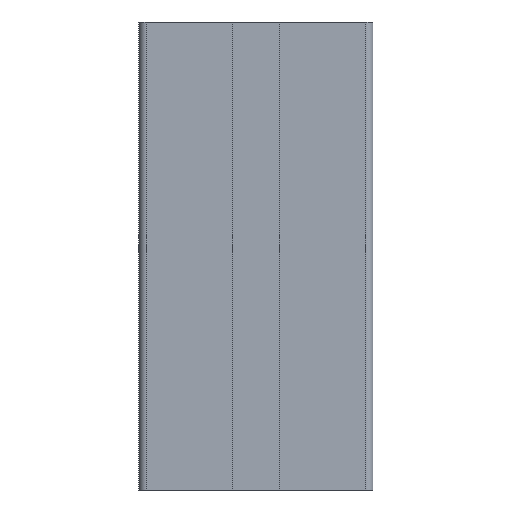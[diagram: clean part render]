
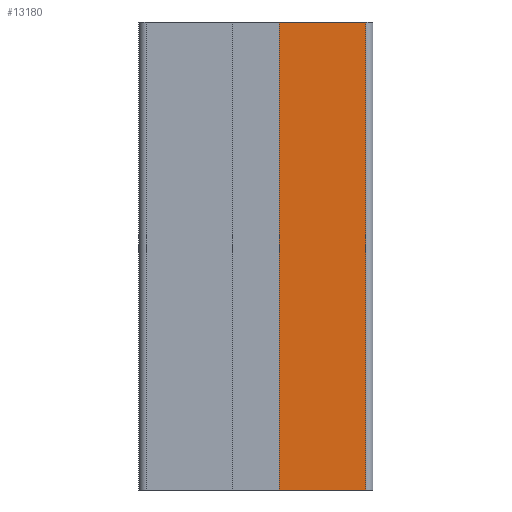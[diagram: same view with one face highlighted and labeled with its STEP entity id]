
A CAD part, front view. The second image highlights one B-rep face of the part: STEP entity #13180.
In plain terms, the highlighted planar face has unit normal (0, -1, 0).
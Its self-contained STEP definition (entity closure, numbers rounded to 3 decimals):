
#2390=CARTESIAN_POINT('',(30.,0.,0.));
#2400=VERTEX_POINT('',#2390);
#2430=CARTESIAN_POINT('',(30.,0.,0.));
#2440=DIRECTION('',(1.,0.,0.));
#2450=VECTOR('',#2440,1.);
#2460=LINE('',#2430,#2450);
#2470=CARTESIAN_POINT('',(48.4,0.,0.));
#2480=VERTEX_POINT('',#2470);
#2490=EDGE_CURVE('',#2400,#2480,#2460,.T.);
#5590=CARTESIAN_POINT('',(48.4,0.,100.));
#5600=VERTEX_POINT('',#5590);
#5630=CARTESIAN_POINT('',(30.,0.,100.));
#5640=DIRECTION('',(1.,0.,0.));
#5650=VECTOR('',#5640,1.);
#5660=LINE('',#5630,#5650);
#5670=CARTESIAN_POINT('',(30.,0.,100.));
#5680=VERTEX_POINT('',#5670);
#5690=EDGE_CURVE('',#5680,#5600,#5660,.T.);
#12970=CARTESIAN_POINT('',(50.,0.,0.));
#12980=DIRECTION('',(-0.,-1.,-0.));
#12990=DIRECTION('',(-1.,0.,0.));
#13000=AXIS2_PLACEMENT_3D('',#12970,#12980,#12990);
#13010=PLANE('',#13000);
#13020=ORIENTED_EDGE('',*,*,#2490,.T.);
#13030=CARTESIAN_POINT('',(30.,0.,0.));
#13040=DIRECTION('',(0.,0.,1.));
#13050=VECTOR('',#13040,1.);
#13060=LINE('',#13030,#13050);
#13070=EDGE_CURVE('',#2400,#5680,#13060,.T.);
#13080=ORIENTED_EDGE('',*,*,#13070,.F.);
#13090=ORIENTED_EDGE('',*,*,#5690,.F.);
#13100=CARTESIAN_POINT('',(48.4,0.,0.));
#13110=DIRECTION('',(0.,0.,1.));
#13120=VECTOR('',#13110,1.);
#13130=LINE('',#13100,#13120);
#13140=EDGE_CURVE('',#2480,#5600,#13130,.T.);
#13150=ORIENTED_EDGE('',*,*,#13140,.T.);
#13160=EDGE_LOOP('',(#13150,#13090,#13080,#13020));
#13170=FACE_OUTER_BOUND('',#13160,.T.);
#13180=ADVANCED_FACE('',(#13170),#13010,.T.);
